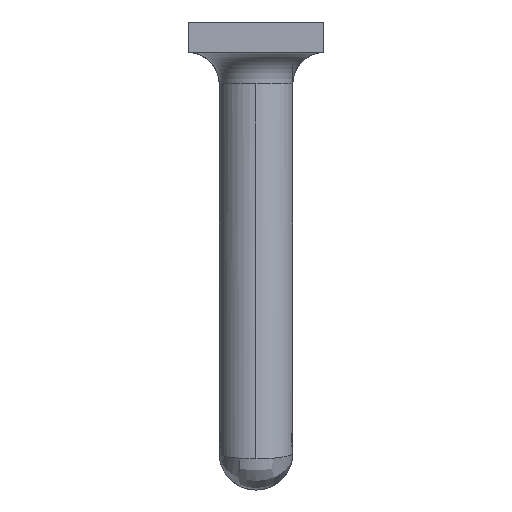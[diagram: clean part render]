
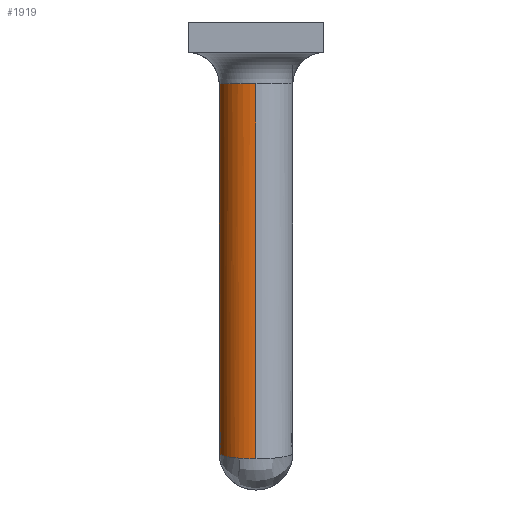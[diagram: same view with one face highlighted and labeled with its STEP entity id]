
A CAD part, left-side view. The second image highlights one B-rep face of the part: STEP entity #1919.
In plain terms, the highlighted cylindrical face has radius 3 mm (diameter 6 mm), a partial arc.
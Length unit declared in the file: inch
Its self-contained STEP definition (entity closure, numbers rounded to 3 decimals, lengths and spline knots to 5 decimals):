
#32 = CARTESIAN_POINT ( 'NONE',  ( 0., 0.11811, -1.38189 ) ) ;
#135 = AXIS2_PLACEMENT_3D ( 'NONE', #752, #1259, #1803 ) ;
#171 = CARTESIAN_POINT ( 'NONE',  ( -0.11811, 0., -1.4 ) ) ;
#184 = VERTEX_POINT ( 'NONE', #2069 ) ;
#195 = LINE ( 'NONE', #774, #299 ) ;
#209 = ORIENTED_EDGE ( 'NONE', *, *, #2151, .T. ) ;
#299 = VECTOR ( 'NONE', #1455, 39.37008 ) ;
#340 = CARTESIAN_POINT ( 'NONE',  ( 0., 0., 0. ) ) ;
#349 = EDGE_CURVE ( 'NONE', #1508, #1092, #663, .T. ) ;
#386 = CARTESIAN_POINT ( 'NONE',  ( -0.00001, 0.11811, -0.19843 ) ) ;
#440 = CIRCLE ( 'NONE', #1594, 0.11811 ) ;
#502 = ORIENTED_EDGE ( 'NONE', *, *, #1096, .T. ) ;
#524 = EDGE_CURVE ( 'NONE', #1093, #2177, #440, .T. ) ;
#565 =( BOUNDED_CURVE ( )  B_SPLINE_CURVE ( 3, ( #32, #1734, #2096, #171 ),
 .UNSPECIFIED., .F., .F. ) 
 B_SPLINE_CURVE_WITH_KNOTS ( ( 4, 4 ),
 ( 1.5708, 3.14159 ),
 .UNSPECIFIED. ) 
 CURVE ( )  GEOMETRIC_REPRESENTATION_ITEM ( )  RATIONAL_B_SPLINE_CURVE ( ( 1., 0.805, 0.805, 1. ) ) 
 REPRESENTATION_ITEM ( '' )  );
#596 = DIRECTION ( 'NONE',  ( 0., 0., -1. ) ) ;
#601 = CARTESIAN_POINT ( 'NONE',  ( 0.11811, 0., -1.16378 ) ) ;
#629 = CARTESIAN_POINT ( 'NONE',  ( 0., 0.11811, -1.38189 ) ) ;
#663 = LINE ( 'NONE', #912, #1298 ) ;
#686 = CARTESIAN_POINT ( 'NONE',  ( 0.06919, 0.11811, -1.25412 ) ) ;
#692 = CARTESIAN_POINT ( 'NONE',  ( -0.00001, 0.11811, -0.11811 ) ) ;
#741 = ORIENTED_EDGE ( 'NONE', *, *, #349, .T. ) ;
#752 = CARTESIAN_POINT ( 'NONE',  ( 0., 0., -0.11811 ) ) ;
#767 = DIRECTION ( 'NONE',  ( 1., 0., 0. ) ) ;
#774 = CARTESIAN_POINT ( 'NONE',  ( -0.11811, 0., 0. ) ) ;
#884 = VERTEX_POINT ( 'NONE', #692 ) ;
#912 = CARTESIAN_POINT ( 'NONE',  ( 0.11811, 0., 0. ) ) ;
#920 = DIRECTION ( 'NONE',  ( -1., 0., 0. ) ) ;
#928 = ORIENTED_EDGE ( 'NONE', *, *, #524, .T. ) ;
#935 = CARTESIAN_POINT ( 'NONE',  ( 0., 0., -0.11811 ) ) ;
#964 =( BOUNDED_CURVE ( )  B_SPLINE_CURVE ( 3, ( #1529, #1209, #686, #1694 ),
 .UNSPECIFIED., .F., .F. ) 
 B_SPLINE_CURVE_WITH_KNOTS ( ( 4, 4 ),
 ( 0., 1.5708 ),
 .UNSPECIFIED. ) 
 CURVE ( )  GEOMETRIC_REPRESENTATION_ITEM ( )  RATIONAL_B_SPLINE_CURVE ( ( 1., 0.805, 0.805, 1. ) ) 
 REPRESENTATION_ITEM ( '' )  );
#998 = CYLINDRICAL_SURFACE ( 'NONE', #2098, 0.11811 ) ;
#1092 = VERTEX_POINT ( 'NONE', #601 ) ;
#1093 = VERTEX_POINT ( 'NONE', #1101 ) ;
#1096 = EDGE_CURVE ( 'NONE', #884, #1331, #2133, .T. ) ;
#1101 = CARTESIAN_POINT ( 'NONE',  ( -0.11811, 0., -0.19843 ) ) ;
#1122 = DIRECTION ( 'NONE',  ( -1., 0., 0. ) ) ;
#1191 = EDGE_CURVE ( 'NONE', #1093, #184, #195, .T. ) ;
#1209 = CARTESIAN_POINT ( 'NONE',  ( 0.11811, 0.06919, -1.16378 ) ) ;
#1221 = ORIENTED_EDGE ( 'NONE', *, *, #1948, .T. ) ;
#1238 = LINE ( 'NONE', #386, #1746 ) ;
#1243 = DIRECTION ( 'NONE',  ( 0., 0., 1. ) ) ;
#1259 = DIRECTION ( 'NONE',  ( 0., 0., -1. ) ) ;
#1298 = VECTOR ( 'NONE', #2114, 39.37008 ) ;
#1331 = VERTEX_POINT ( 'NONE', #1916 ) ;
#1366 = AXIS2_PLACEMENT_3D ( 'NONE', #935, #1960, #920 ) ;
#1455 = DIRECTION ( 'NONE',  ( 0., 0., -1. ) ) ;
#1508 = VERTEX_POINT ( 'NONE', #1935 ) ;
#1529 = CARTESIAN_POINT ( 'NONE',  ( 0.11811, 0., -1.16378 ) ) ;
#1537 = DIRECTION ( 'NONE',  ( 0., 0., -1. ) ) ;
#1539 = EDGE_CURVE ( 'NONE', #2177, #884, #1238, .T. ) ;
#1594 = AXIS2_PLACEMENT_3D ( 'NONE', #1601, #596, #767 ) ;
#1601 = CARTESIAN_POINT ( 'NONE',  ( 0., 0., -0.19843 ) ) ;
#1694 = CARTESIAN_POINT ( 'NONE',  ( 0., 0.11811, -1.38189 ) ) ;
#1725 = VERTEX_POINT ( 'NONE', #629 ) ;
#1734 = CARTESIAN_POINT ( 'NONE',  ( -0.06919, 0.11811, -1.3925 ) ) ;
#1742 = FACE_OUTER_BOUND ( 'NONE', #2174, .T. ) ;
#1746 = VECTOR ( 'NONE', #1243, 39.37008 ) ;
#1803 = DIRECTION ( 'NONE',  ( -1., 0., 0. ) ) ;
#1839 = ORIENTED_EDGE ( 'NONE', *, *, #1855, .T. ) ;
#1854 = CIRCLE ( 'NONE', #135, 0.11811 ) ;
#1855 = EDGE_CURVE ( 'NONE', #1092, #1725, #964, .T. ) ;
#1912 = CARTESIAN_POINT ( 'NONE',  ( -0.00001, 0.11811, -0.19843 ) ) ;
#1916 = CARTESIAN_POINT ( 'NONE',  ( 0., 0.11811, -0.11811 ) ) ;
#1919 = ADVANCED_FACE ( 'NONE', ( #1742 ), #998, .T. ) ;
#1925 = ORIENTED_EDGE ( 'NONE', *, *, #1191, .F. ) ;
#1935 = CARTESIAN_POINT ( 'NONE',  ( 0.11811, 0., -0.11811 ) ) ;
#1948 = EDGE_CURVE ( 'NONE', #1331, #1508, #1854, .T. ) ;
#1960 = DIRECTION ( 'NONE',  ( 0., 0., -1. ) ) ;
#1987 = ORIENTED_EDGE ( 'NONE', *, *, #1539, .T. ) ;
#2069 = CARTESIAN_POINT ( 'NONE',  ( -0.11811, 0., -1.4 ) ) ;
#2096 = CARTESIAN_POINT ( 'NONE',  ( -0.11811, 0.06919, -1.4 ) ) ;
#2098 = AXIS2_PLACEMENT_3D ( 'NONE', #340, #1537, #1122 ) ;
#2114 = DIRECTION ( 'NONE',  ( 0., 0., -1. ) ) ;
#2133 = CIRCLE ( 'NONE', #1366, 0.11811 ) ;
#2151 = EDGE_CURVE ( 'NONE', #1725, #184, #565, .T. ) ;
#2174 = EDGE_LOOP ( 'NONE', ( #502, #1221, #741, #1839, #209, #1925, #928, #1987 ) ) ;
#2177 = VERTEX_POINT ( 'NONE', #1912 ) ;
